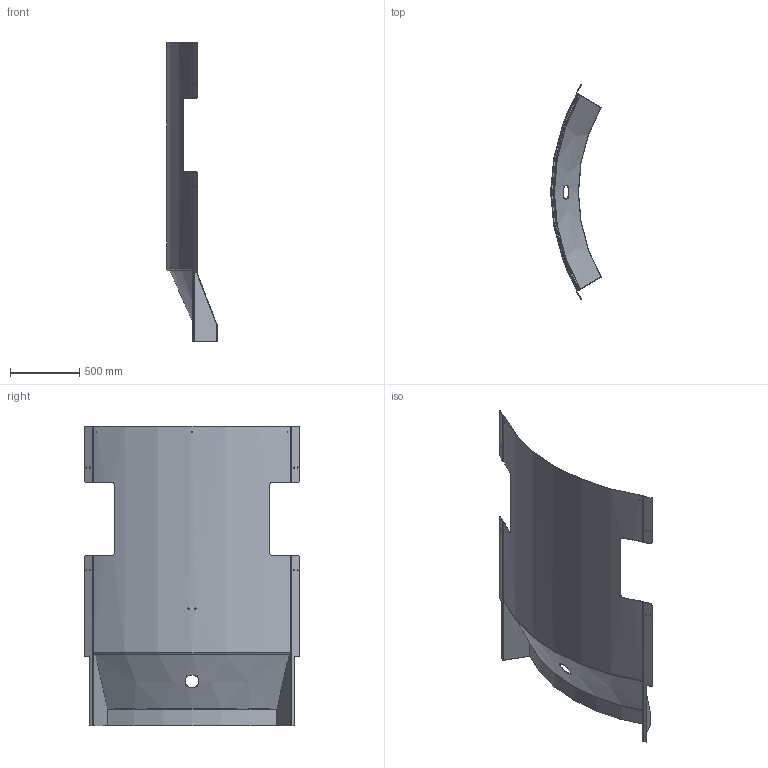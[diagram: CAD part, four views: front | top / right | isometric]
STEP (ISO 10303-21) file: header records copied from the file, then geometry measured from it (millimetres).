
FILE_DESCRIPTION((''),'2;1');
FILE_NAME('V03_PLT_D03_2014-11-13_1Ga.stp','2016-05-23T11:47:07',('uklkljlkk'),(''),'Autodesk Inventor 2013','Autodesk Inventor 2013','');
FILE_SCHEMA(('AUTOMOTIVE_DESIGN { 1 0 10303 214 1 1 1 1 }'));
Length unit declared in the file: millimetre
Products named in the file (1): V03_PLT_D03_2014-11-13_1Ga
Bounding box: 363.68 x 1560.24 x 2172 mm (x, y, z)
Volume: 10206955.7 mm3; surface area: 6833209.2 mm2
Topology: 1 solids, 1 shells, 98 faces, 289 edges, 193 vertices
Faces by surface type: cylinder 46, plane 36, bspline 8, torus 6, cone 2
Full cylindrical faces by diameter (mm): 4 x4, 8 x11, 10 x2, 101 x1
Entity records: 4228 total; most frequent: CARTESIAN_POINT 1717, ORIENTED_EDGE 516, DIRECTION 474, EDGE_CURVE 258, VERTEX_POINT 180, AXIS2_PLACEMENT_3D 177, EDGE_LOOP 152, VECTOR 120
